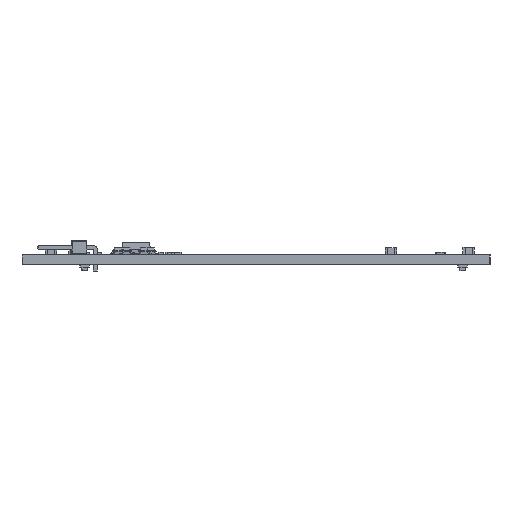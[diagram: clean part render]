
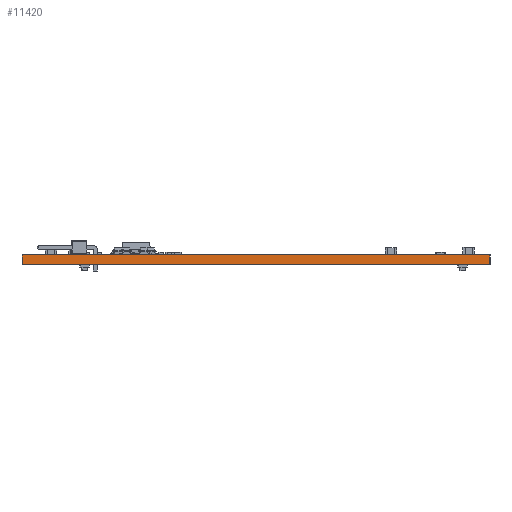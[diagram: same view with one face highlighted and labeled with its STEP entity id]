
A CAD part, left-side view. The second image highlights one B-rep face of the part: STEP entity #11420.
In plain terms, the highlighted planar face has unit normal (-1, 0, 0).
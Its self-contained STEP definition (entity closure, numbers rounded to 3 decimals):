
#11364 = VERTEX_POINT('',#11365);
#11365 = CARTESIAN_POINT('',(69.85,-133.35,1.6));
#11371 = EDGE_CURVE('',#11372,#11364,#11374,.T.);
#11372 = VERTEX_POINT('',#11373);
#11373 = CARTESIAN_POINT('',(69.85,-133.35,0.));
#11374 = LINE('',#11375,#11376);
#11375 = CARTESIAN_POINT('',(69.85,-133.35,0.));
#11376 = VECTOR('',#11377,1.);
#11377 = DIRECTION('',(0.,0.,1.));
#11420 = ADVANCED_FACE('',(#11421),#11446,.T.);
#11421 = FACE_BOUND('',#11422,.T.);
#11422 = EDGE_LOOP('',(#11423,#11424,#11432,#11440));
#11423 = ORIENTED_EDGE('',*,*,#11371,.T.);
#11424 = ORIENTED_EDGE('',*,*,#11425,.T.);
#11425 = EDGE_CURVE('',#11364,#11426,#11428,.T.);
#11426 = VERTEX_POINT('',#11427);
#11427 = CARTESIAN_POINT('',(69.85,-52.07,1.6));
#11428 = LINE('',#11429,#11430);
#11429 = CARTESIAN_POINT('',(69.85,-133.35,1.6));
#11430 = VECTOR('',#11431,1.);
#11431 = DIRECTION('',(0.,1.,0.));
#11432 = ORIENTED_EDGE('',*,*,#11433,.F.);
#11433 = EDGE_CURVE('',#11434,#11426,#11436,.T.);
#11434 = VERTEX_POINT('',#11435);
#11435 = CARTESIAN_POINT('',(69.85,-52.07,0.));
#11436 = LINE('',#11437,#11438);
#11437 = CARTESIAN_POINT('',(69.85,-52.07,0.));
#11438 = VECTOR('',#11439,1.);
#11439 = DIRECTION('',(0.,0.,1.));
#11440 = ORIENTED_EDGE('',*,*,#11441,.F.);
#11441 = EDGE_CURVE('',#11372,#11434,#11442,.T.);
#11442 = LINE('',#11443,#11444);
#11443 = CARTESIAN_POINT('',(69.85,-133.35,0.));
#11444 = VECTOR('',#11445,1.);
#11445 = DIRECTION('',(0.,1.,0.));
#11446 = PLANE('',#11447);
#11447 = AXIS2_PLACEMENT_3D('',#11448,#11449,#11450);
#11448 = CARTESIAN_POINT('',(69.85,-133.35,0.));
#11449 = DIRECTION('',(-1.,0.,0.));
#11450 = DIRECTION('',(0.,1.,0.));
